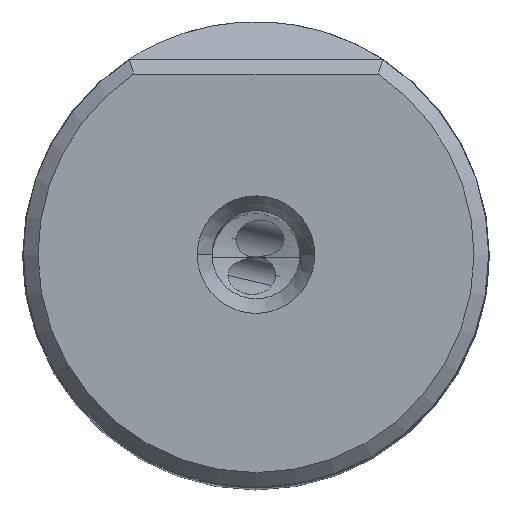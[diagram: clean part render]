
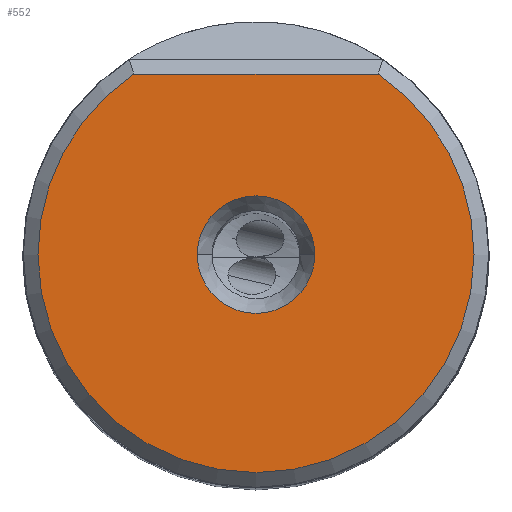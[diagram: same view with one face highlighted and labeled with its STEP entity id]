
A CAD part, top view. The second image highlights one B-rep face of the part: STEP entity #552.
In plain terms, the highlighted planar face has unit normal (0, 0, 1).
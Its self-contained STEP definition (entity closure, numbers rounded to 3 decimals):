
#552=ADVANCED_FACE('',(#782,#783),#735,.T.);
#735=PLANE('',#3658);
#782=FACE_BOUND('',#806,.T.);
#783=FACE_BOUND('',#807,.T.);
#806=EDGE_LOOP('',(#1267,#1268,#1269,#1270));
#807=EDGE_LOOP('',(#1271,#1272));
#1001=LINE('',#5136,#1134);
#1134=VECTOR('',#4122,1.);
#1267=ORIENTED_EDGE('',*,*,#2708,.F.);
#1268=ORIENTED_EDGE('',*,*,#2709,.F.);
#1269=ORIENTED_EDGE('',*,*,#2710,.F.);
#1270=ORIENTED_EDGE('',*,*,#2711,.F.);
#1271=ORIENTED_EDGE('',*,*,#2712,.F.);
#1272=ORIENTED_EDGE('',*,*,#2713,.F.);
#2343=VERTEX_POINT('',#5130);
#2344=VERTEX_POINT('',#5131);
#2345=VERTEX_POINT('',#5133);
#2346=VERTEX_POINT('',#5135);
#2347=VERTEX_POINT('',#5138);
#2348=VERTEX_POINT('',#5139);
#2708=EDGE_CURVE('',#2343,#2344,#3246,.T.);
#2709=EDGE_CURVE('',#2345,#2343,#3247,.T.);
#2710=EDGE_CURVE('',#2346,#2345,#3248,.T.);
#2711=EDGE_CURVE('',#2344,#2346,#1001,.T.);
#2712=EDGE_CURVE('',#2347,#2348,#3249,.T.);
#2713=EDGE_CURVE('',#2348,#2347,#3250,.T.);
#3246=CIRCLE('',#3653,14.836);
#3247=CIRCLE('',#3654,14.836);
#3248=CIRCLE('',#3655,14.836);
#3249=CIRCLE('',#3656,4.);
#3250=CIRCLE('',#3657,4.);
#3653=AXIS2_PLACEMENT_3D('',#5129,#4116,#4117);
#3654=AXIS2_PLACEMENT_3D('',#5132,#4118,#4119);
#3655=AXIS2_PLACEMENT_3D('',#5134,#4120,#4121);
#3656=AXIS2_PLACEMENT_3D('',#5137,#4123,#4124);
#3657=AXIS2_PLACEMENT_3D('',#5140,#4125,#4126);
#3658=AXIS2_PLACEMENT_3D('',#5141,#4127,#4128);
#4116=DIRECTION('',(0.,0.,-1.));
#4117=DIRECTION('',(-1.,0.,0.));
#4118=DIRECTION('',(0.,0.,-1.));
#4119=DIRECTION('',(1.,0.,0.));
#4120=DIRECTION('',(0.,0.,-1.));
#4121=DIRECTION('',(0.561,0.828,0.));
#4122=DIRECTION('',(1.,0.,0.));
#4123=DIRECTION('',(0.,0.,1.));
#4124=DIRECTION('',(-1.,0.,0.));
#4125=DIRECTION('',(0.,0.,1.));
#4126=DIRECTION('',(1.,0.,0.));
#4127=DIRECTION('',(0.,0.,1.));
#4128=DIRECTION('',(1.,0.,0.));
#5129=CARTESIAN_POINT('',(0.,0.,0.));
#5130=CARTESIAN_POINT('',(-14.836,0.,0.));
#5131=CARTESIAN_POINT('',(-8.318,12.285,0.));
#5132=CARTESIAN_POINT('',(0.,0.,0.));
#5133=CARTESIAN_POINT('',(14.836,0.,0.));
#5134=CARTESIAN_POINT('',(0.,0.,0.));
#5135=CARTESIAN_POINT('',(8.318,12.285,0.));
#5136=CARTESIAN_POINT('',(-8.318,12.285,0.));
#5137=CARTESIAN_POINT('',(0.,0.,0.));
#5138=CARTESIAN_POINT('',(-4.,0.,0.));
#5139=CARTESIAN_POINT('',(4.,0.,0.));
#5140=CARTESIAN_POINT('',(0.,0.,0.));
#5141=CARTESIAN_POINT('',(-0.001,-1.276,0.));
